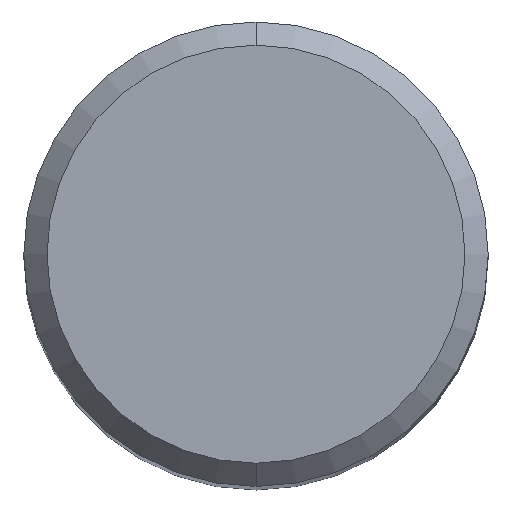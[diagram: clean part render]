
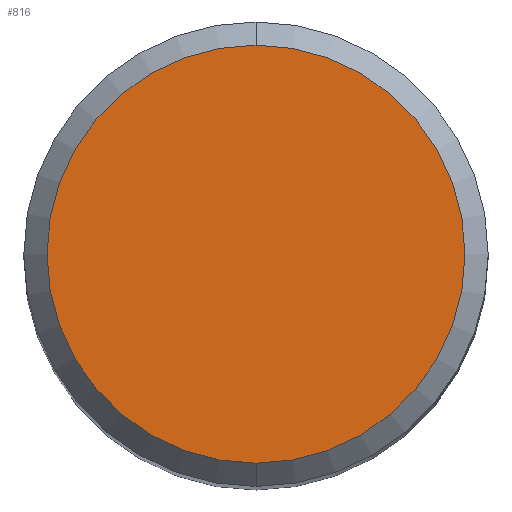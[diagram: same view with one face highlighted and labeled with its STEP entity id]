
A CAD part, top view. The second image highlights one B-rep face of the part: STEP entity #816.
In plain terms, the highlighted planar face has unit normal (0, 0, 1).
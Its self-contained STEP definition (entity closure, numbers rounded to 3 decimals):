
#340=VERTEX_POINT('',#932);
#440=EDGE_CURVE('',#756,#340,#1045,.T.);
#756=VERTEX_POINT('',#1385);
#762=EDGE_CURVE('',#340,#756,#1391,.T.);
#816=ADVANCED_FACE('',(#1451),#1452,.T.);
#932=CARTESIAN_POINT('',(0.0,7.2,0.0));
#1045=CIRCLE('',#2158,7.2);
#1385=CARTESIAN_POINT('',(0.,-7.2,0.0));
#1391=CIRCLE('',#7517,7.2);
#1451=FACE_OUTER_BOUND('',#7613,.T.);
#1452=PLANE('',#7614);
#2158=AXIS2_PLACEMENT_3D('',#9313,#9314,#9315);
#7517=AXIS2_PLACEMENT_3D('',#9632,#9633,#9634);
#7613=EDGE_LOOP('',(#9708,#9709));
#7614=AXIS2_PLACEMENT_3D('',#9710,#9711,#9712);
#9313=CARTESIAN_POINT('',(0.0,0.0,0.0));
#9314=DIRECTION('',(0.0,0.0,-1.0));
#9315=DIRECTION('',(0.0,1.0,0.0));
#9632=CARTESIAN_POINT('',(0.0,0.0,0.0));
#9633=DIRECTION('',(0.0,0.0,-1.0));
#9634=DIRECTION('',(0.0,1.0,0.0));
#9708=ORIENTED_EDGE('',*,*,#762,.F.);
#9709=ORIENTED_EDGE('',*,*,#440,.F.);
#9710=CARTESIAN_POINT('',(0.0,3.6,0.0));
#9711=DIRECTION('',(-0.0,0.0,1.0));
#9712=DIRECTION('',(0.0,-1.0,0.0));
